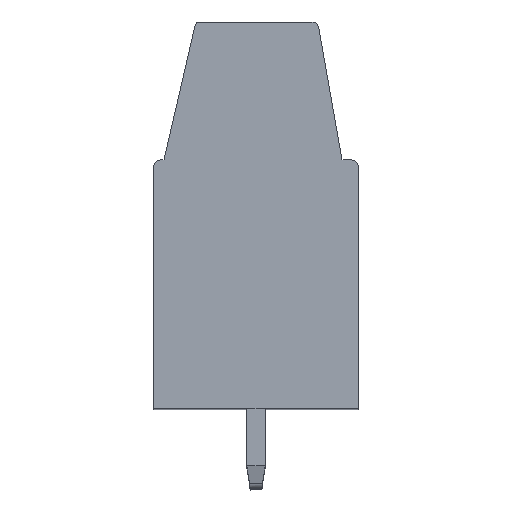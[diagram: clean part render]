
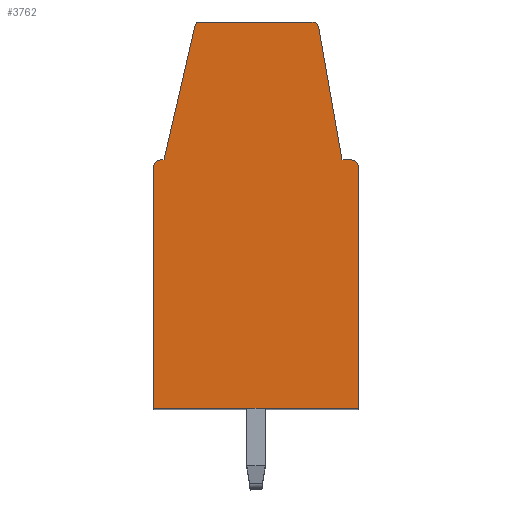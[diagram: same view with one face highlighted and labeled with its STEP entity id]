
A CAD part, top view. The second image highlights one B-rep face of the part: STEP entity #3762.
In plain terms, the highlighted planar face has unit normal (0, 0, 1).
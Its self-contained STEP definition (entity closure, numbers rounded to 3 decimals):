
#24=DIRECTION('',(0.225,0.974,0.));
#25=VECTOR('',#24,5.999);
#26=CARTESIAN_POINT('',(-4.,3.55,32.5));
#27=LINE('',#26,#25);
#28=CARTESIAN_POINT('',(-2.456,9.35,32.5));
#29=DIRECTION('',(0.,0.,-1.));
#30=DIRECTION('',(-0.974,0.225,0.));
#31=AXIS2_PLACEMENT_3D('',#28,#29,#30);
#33=DIRECTION('',(1.,0.,0.));
#34=VECTOR('',#33,4.886);
#35=CARTESIAN_POINT('',(-2.456,9.55,32.5));
#36=LINE('',#35,#34);
#37=CARTESIAN_POINT('',(2.43,9.25,32.5));
#38=DIRECTION('',(0.,0.,-1.));
#39=DIRECTION('',(0.,1.,0.));
#40=AXIS2_PLACEMENT_3D('',#37,#38,#39);
#42=DIRECTION('',(0.174,-0.985,0.));
#43=VECTOR('',#42,5.841);
#44=CARTESIAN_POINT('',(2.726,9.302,32.5));
#45=LINE('',#44,#43);
#46=DIRECTION('',(1.,0.,0.));
#47=VECTOR('',#46,0.41);
#48=CARTESIAN_POINT('',(3.74,3.55,32.5));
#49=LINE('',#48,#47);
#50=CARTESIAN_POINT('',(4.15,3.25,32.5));
#51=DIRECTION('',(0.,0.,-1.));
#52=DIRECTION('',(0.,1.,0.));
#53=AXIS2_PLACEMENT_3D('',#50,#51,#52);
#55=DIRECTION('',(0.,-1.,0.));
#56=VECTOR('',#55,10.5);
#57=CARTESIAN_POINT('',(4.45,3.25,32.5));
#58=LINE('',#57,#56);
#59=DIRECTION('',(-1.,0.,0.));
#60=VECTOR('',#59,8.9);
#61=CARTESIAN_POINT('',(4.45,-7.25,32.5));
#62=LINE('',#61,#60);
#63=DIRECTION('',(0.,1.,0.));
#64=VECTOR('',#63,10.5);
#65=CARTESIAN_POINT('',(-4.45,-7.25,32.5));
#66=LINE('',#65,#64);
#67=CARTESIAN_POINT('',(-4.15,3.25,32.5));
#68=DIRECTION('',(0.,0.,-1.));
#69=DIRECTION('',(-1.,0.,0.));
#70=AXIS2_PLACEMENT_3D('',#67,#68,#69);
#72=DIRECTION('',(1.,0.,0.));
#73=VECTOR('',#72,0.15);
#74=CARTESIAN_POINT('',(-4.15,3.55,32.5));
#75=LINE('',#74,#73);
#2990=CARTESIAN_POINT('',(-4.,3.55,32.5));
#2991=CARTESIAN_POINT('',(-2.651,9.395,32.5));
#2992=VERTEX_POINT('',#2990);
#2993=VERTEX_POINT('',#2991);
#2994=CARTESIAN_POINT('',(-4.15,3.55,32.5));
#2995=VERTEX_POINT('',#2994);
#2996=CARTESIAN_POINT('',(-4.45,3.25,32.5));
#2997=VERTEX_POINT('',#2996);
#2998=CARTESIAN_POINT('',(-4.45,-7.25,32.5));
#2999=VERTEX_POINT('',#2998);
#3000=CARTESIAN_POINT('',(4.45,-7.25,32.5));
#3001=VERTEX_POINT('',#3000);
#3002=CARTESIAN_POINT('',(4.45,3.25,32.5));
#3003=VERTEX_POINT('',#3002);
#3004=CARTESIAN_POINT('',(4.15,3.55,32.5));
#3005=VERTEX_POINT('',#3004);
#3006=CARTESIAN_POINT('',(3.74,3.55,32.5));
#3007=VERTEX_POINT('',#3006);
#3008=CARTESIAN_POINT('',(2.726,9.302,32.5));
#3009=VERTEX_POINT('',#3008);
#3010=CARTESIAN_POINT('',(2.43,9.55,32.5));
#3011=VERTEX_POINT('',#3010);
#3012=CARTESIAN_POINT('',(-2.456,9.55,32.5));
#3013=VERTEX_POINT('',#3012);
#3731=CARTESIAN_POINT('',(0.,0.,32.5));
#3732=DIRECTION('',(0.,0.,1.));
#3733=DIRECTION('',(1.,0.,0.));
#3734=AXIS2_PLACEMENT_3D('',#3731,#3732,#3733);
#3735=PLANE('',#3734);
#3737=ORIENTED_EDGE('',*,*,#3736,.T.);
#3739=ORIENTED_EDGE('',*,*,#3738,.T.);
#3741=ORIENTED_EDGE('',*,*,#3740,.T.);
#3743=ORIENTED_EDGE('',*,*,#3742,.T.);
#3745=ORIENTED_EDGE('',*,*,#3744,.T.);
#3747=ORIENTED_EDGE('',*,*,#3746,.T.);
#3749=ORIENTED_EDGE('',*,*,#3748,.T.);
#3751=ORIENTED_EDGE('',*,*,#3750,.T.);
#3753=ORIENTED_EDGE('',*,*,#3752,.T.);
#3755=ORIENTED_EDGE('',*,*,#3754,.T.);
#3757=ORIENTED_EDGE('',*,*,#3756,.T.);
#3759=ORIENTED_EDGE('',*,*,#3758,.T.);
#3760=EDGE_LOOP('',(#3737,#3739,#3741,#3743,#3745,#3747,#3749,#3751,#3753,#3755,
#3757,#3759));
#3761=FACE_OUTER_BOUND('',#3760,.F.);
#32=CIRCLE('',#31,0.2);
#41=CIRCLE('',#40,0.3);
#54=CIRCLE('',#53,0.3);
#71=CIRCLE('',#70,0.3);
#3736=EDGE_CURVE('',#2992,#2993,#27,.T.);
#3738=EDGE_CURVE('',#2993,#3013,#32,.T.);
#3740=EDGE_CURVE('',#3013,#3011,#36,.T.);
#3742=EDGE_CURVE('',#3011,#3009,#41,.T.);
#3744=EDGE_CURVE('',#3009,#3007,#45,.T.);
#3746=EDGE_CURVE('',#3007,#3005,#49,.T.);
#3748=EDGE_CURVE('',#3005,#3003,#54,.T.);
#3750=EDGE_CURVE('',#3003,#3001,#58,.T.);
#3752=EDGE_CURVE('',#3001,#2999,#62,.T.);
#3754=EDGE_CURVE('',#2999,#2997,#66,.T.);
#3756=EDGE_CURVE('',#2997,#2995,#71,.T.);
#3758=EDGE_CURVE('',#2995,#2992,#75,.T.);
#3762=ADVANCED_FACE('',(#3761),#3735,.T.);
